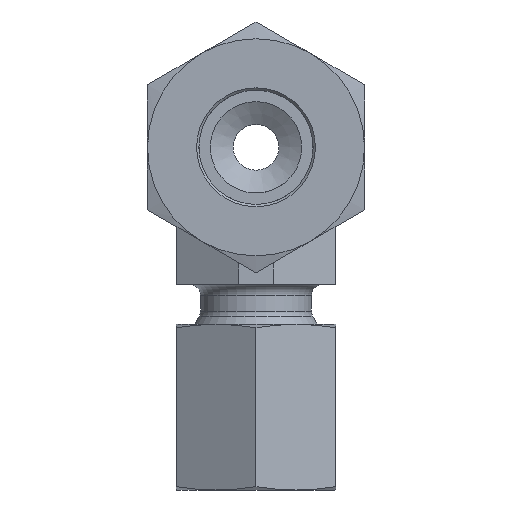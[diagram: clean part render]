
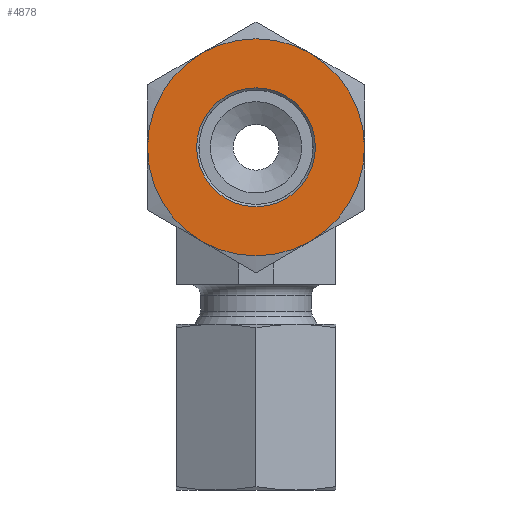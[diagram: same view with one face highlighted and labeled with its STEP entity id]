
A CAD part, front view. The second image highlights one B-rep face of the part: STEP entity #4878.
In plain terms, the highlighted face is planar.
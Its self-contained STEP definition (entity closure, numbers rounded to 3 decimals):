
#4782=CARTESIAN_POINT('',(5.2,0.,15.5));
#4783=VERTEX_POINT('',#4782);
#4784=CARTESIAN_POINT('',(0.0,0.0,15.5));
#4785=DIRECTION('',(0.0,0.0,1.0));
#4786=DIRECTION('',(-1.0,0.0,0.0));
#4787=AXIS2_PLACEMENT_3D('',#4784,#4785,#4786);
#4788=CIRCLE('',#4787,5.2);
#4789=EDGE_CURVE('',#4783,#4783,#4788,.T.);
#4814=CARTESIAN_POINT('',(0.,0.,15.5));
#4815=DIRECTION('',(0.0,0.0,1.0));
#4816=DIRECTION('',(1.0,0.0,0.0));
#4817=AXIS2_PLACEMENT_3D('',#4814,#4815,#4816);
#4818=PLANE('',#4817);
#4819=CARTESIAN_POINT('',(-4.75,-8.227,15.5));
#4820=VERTEX_POINT('',#4819);
#4821=CARTESIAN_POINT('',(4.75,-8.227,15.5));
#4822=VERTEX_POINT('',#4821);
#4823=CARTESIAN_POINT('',(0.0,0.0,15.5));
#4824=DIRECTION('',(0.0,0.0,1.0));
#4825=DIRECTION('',(-0.5,-0.866,0.0));
#4826=AXIS2_PLACEMENT_3D('',#4823,#4824,#4825);
#4827=CIRCLE('',#4826,9.5);
#4828=EDGE_CURVE('',#4820,#4822,#4827,.T.);
#4829=ORIENTED_EDGE('',*,*,#4828,.T.);
#4830=CARTESIAN_POINT('',(9.5,0.,15.5));
#4831=VERTEX_POINT('',#4830);
#4832=CARTESIAN_POINT('',(0.0,0.0,15.5));
#4833=DIRECTION('',(0.0,0.0,1.0));
#4834=DIRECTION('',(-0.5,-0.866,0.0));
#4835=AXIS2_PLACEMENT_3D('',#4832,#4833,#4834);
#4836=CIRCLE('',#4835,9.5);
#4837=EDGE_CURVE('',#4822,#4831,#4836,.T.);
#4838=ORIENTED_EDGE('',*,*,#4837,.T.);
#4839=CARTESIAN_POINT('',(4.75,8.227,15.5));
#4840=VERTEX_POINT('',#4839);
#4841=CARTESIAN_POINT('',(0.0,0.0,15.5));
#4842=DIRECTION('',(0.0,0.0,1.0));
#4843=DIRECTION('',(-0.5,-0.866,0.0));
#4844=AXIS2_PLACEMENT_3D('',#4841,#4842,#4843);
#4845=CIRCLE('',#4844,9.5);
#4846=EDGE_CURVE('',#4831,#4840,#4845,.T.);
#4847=ORIENTED_EDGE('',*,*,#4846,.T.);
#4848=CARTESIAN_POINT('',(-4.75,8.227,15.5));
#4849=VERTEX_POINT('',#4848);
#4850=CARTESIAN_POINT('',(0.0,0.0,15.5));
#4851=DIRECTION('',(0.0,0.0,1.0));
#4852=DIRECTION('',(-0.5,-0.866,0.0));
#4853=AXIS2_PLACEMENT_3D('',#4850,#4851,#4852);
#4854=CIRCLE('',#4853,9.5);
#4855=EDGE_CURVE('',#4840,#4849,#4854,.T.);
#4856=ORIENTED_EDGE('',*,*,#4855,.T.);
#4857=CARTESIAN_POINT('',(-9.5,0.0,15.5));
#4858=VERTEX_POINT('',#4857);
#4859=CARTESIAN_POINT('',(0.0,0.0,15.5));
#4860=DIRECTION('',(0.0,0.0,1.0));
#4861=DIRECTION('',(-0.5,-0.866,0.0));
#4862=AXIS2_PLACEMENT_3D('',#4859,#4860,#4861);
#4863=CIRCLE('',#4862,9.5);
#4864=EDGE_CURVE('',#4849,#4858,#4863,.T.);
#4865=ORIENTED_EDGE('',*,*,#4864,.T.);
#4866=CARTESIAN_POINT('',(0.0,0.0,15.5));
#4867=DIRECTION('',(0.0,0.0,1.0));
#4868=DIRECTION('',(-0.5,-0.866,0.0));
#4869=AXIS2_PLACEMENT_3D('',#4866,#4867,#4868);
#4870=CIRCLE('',#4869,9.5);
#4871=EDGE_CURVE('',#4858,#4820,#4870,.T.);
#4872=ORIENTED_EDGE('',*,*,#4871,.T.);
#4873=EDGE_LOOP('',(#4829,#4838,#4847,#4856,#4865,#4872));
#4874=FACE_OUTER_BOUND('',#4873,.T.);
#4875=ORIENTED_EDGE('',*,*,#4789,.F.);
#4876=EDGE_LOOP('',(#4875));
#4877=FACE_BOUND('',#4876,.T.);
#4878=ADVANCED_FACE('',(#4874,#4877),#4818,.T.);
